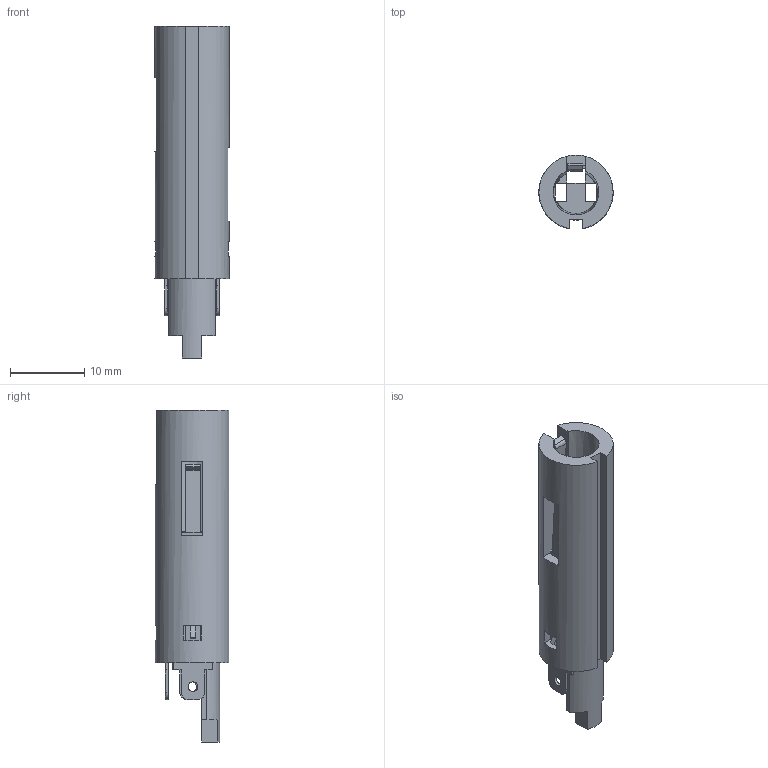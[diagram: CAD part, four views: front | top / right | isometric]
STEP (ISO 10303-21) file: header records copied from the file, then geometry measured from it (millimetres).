
FILE_DESCRIPTION(('STEP AP214'), '1');
FILE_NAME('t12-connector', '2019-11-14T11:27:02', ('栫謾樥'), (''), 'ASCON STEP Converter 1.6', 'ASCON Math Kernel', '');
FILE_SCHEMA(('AUTOMOTIVE_DESIGN { 1 0 10303 214 3 1 1}'));
Length unit declared in the file: millimetre
Assembly tree (4 placements, depth 2):
  (unnamed)
    (unnamed)
    (unnamed)
    (unnamed)
    (unnamed)
Bounding box: 10 x 9.92 x 44.7 mm (x, y, z)
Volume: 1644.4 mm3; surface area: 2876 mm2
Topology: 4 solids, 4 shells, 201 faces, 585 edges, 383 vertices
Faces by surface type: plane 172, cylinder 28, cone 1
Full cylindrical faces by diameter (mm): 1.3 x3
Entity records: 8569 total; most frequent: CARTESIAN_POINT 1280, ORIENTED_EDGE 1164, DIRECTION 1067, EDGE_CURVE 582, LINE 487, VECTOR 487, VERTEX_POINT 383, AXIS2_PLACEMENT_3D 290
